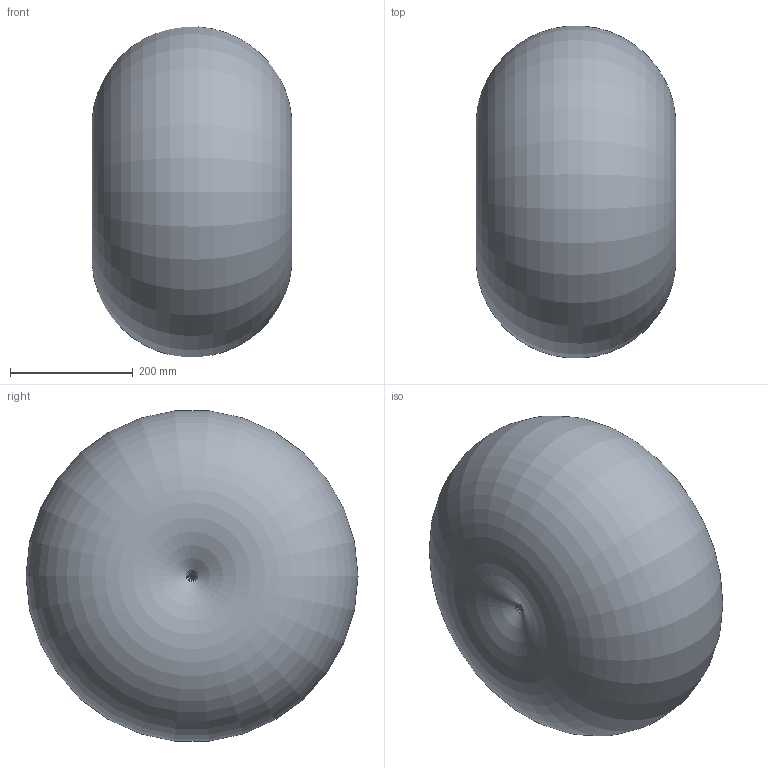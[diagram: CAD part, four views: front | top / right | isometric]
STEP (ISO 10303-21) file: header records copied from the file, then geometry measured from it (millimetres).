
FILE_DESCRIPTION(/* description */ ('Alibre Inc.'),/* implementation_level */ '2;1');
FILE_NAME(/* name */ 'export-9BE845D5-42E2-4D20-B84F-899B26B2AC38',/* time_stamp */ '2020-05-19T12:59:17-07:00',/* author */ (''),/* organization */ (''),/* preprocessor_version */ 'ST-DEVELOPER v17',/* originating_system */ 'Alibre',/* authorisation */ '');
FILE_SCHEMA (('CONFIG_CONTROL_DESIGN'));
Length unit declared in the file: inch
Bounding box: 324.92 x 540.02 x 537.06 mm (x, y, z)
Volume: 56710649.6 mm3; surface area: 929976.5 mm2
Topology: 17 solids, 17 shells, 258 faces, 670 edges, 425 vertices
Faces by surface type: plane 80, cylinder 78, torus 33, cone 28, bspline 22, sphere 17
Full cylindrical faces by diameter (mm): 4.917 x2, 6.4 x1, 10 x1, 50 x1, 68 x4, 69.016 x2, 80 x2, 84 x2, 93.638 x2, 100.1 x1
Entity records: 10666 total; most frequent: CARTESIAN_POINT 4512, ORIENTED_EDGE 1160, DIRECTION 957, EDGE_CURVE 580, AXIS2_PLACEMENT_3D 415, VERTEX_POINT 391, FACE_BOUND 295, EDGE_LOOP 285
